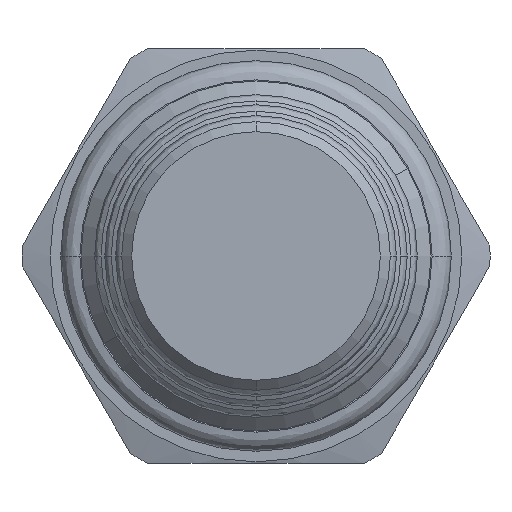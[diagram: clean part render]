
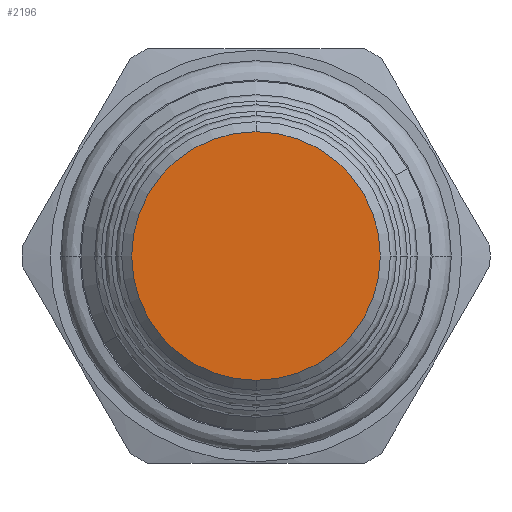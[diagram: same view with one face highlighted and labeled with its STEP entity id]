
A CAD part, front view. The second image highlights one B-rep face of the part: STEP entity #2196.
In plain terms, the highlighted planar face has unit normal (0, -1, 0).
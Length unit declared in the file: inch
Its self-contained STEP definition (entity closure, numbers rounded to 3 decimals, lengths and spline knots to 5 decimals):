
#519=CARTESIAN_POINT('',(0.,-3.75,0.));
#520=DIRECTION('',(0.,-1.,0.));
#521=DIRECTION('',(0.,0.,1.));
#522=AXIS2_PLACEMENT_3D('',#519,#520,#521);
#537=CARTESIAN_POINT('',(0.,-3.75,0.));
#538=DIRECTION('',(0.,1.,0.));
#539=DIRECTION('',(0.,0.,1.));
#540=AXIS2_PLACEMENT_3D('',#537,#538,#539);
#1165=CARTESIAN_POINT('',(0.,-3.75,0.3745));
#1166=CARTESIAN_POINT('',(0.,-3.75,-0.3745));
#1167=VERTEX_POINT('',#1165);
#1168=VERTEX_POINT('',#1166);
#2186=CARTESIAN_POINT('',(0.,-3.75,0.));
#2187=DIRECTION('',(0.,1.,0.));
#2188=DIRECTION('',(0.,0.,-1.));
#2189=AXIS2_PLACEMENT_3D('',#2186,#2187,#2188);
#2190=PLANE('',#2189);
#2191=ORIENTED_EDGE('',*,*,#2176,.F.);
#2193=ORIENTED_EDGE('',*,*,#2192,.T.);
#2194=EDGE_LOOP('',(#2191,#2193));
#2195=FACE_OUTER_BOUND('',#2194,.F.);
#2196=ADVANCED_FACE('',(#2195),#2190,.F.);
#523=CIRCLE('',#522,0.3745);
#541=CIRCLE('',#540,0.3745);
#2176=EDGE_CURVE('',#1167,#1168,#523,.T.);
#2192=EDGE_CURVE('',#1167,#1168,#541,.T.);
